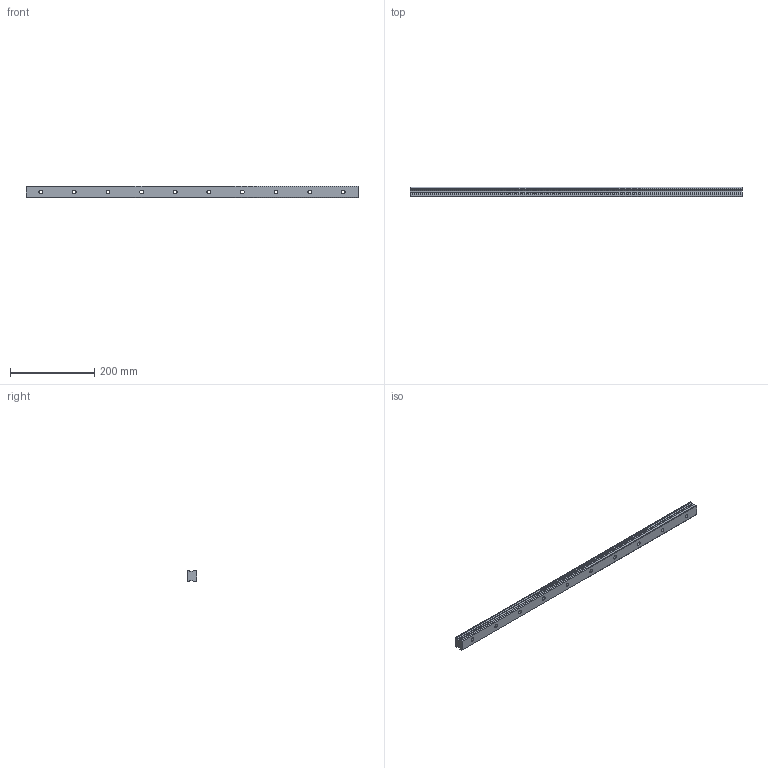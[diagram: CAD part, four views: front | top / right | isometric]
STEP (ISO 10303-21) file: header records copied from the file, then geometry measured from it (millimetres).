
FILE_DESCRIPTION (( 'STEP AP214' ), '1' );
FILE_NAME ('SHS30C1SS-790L_G35_0_B-M6F_342_0_0_0_1.STEP', '2021-06-21T11:35:50', ( '' ), ( '' ), 'SwSTEP 2.0', 'SolidWorks 2021', '' );
FILE_SCHEMA (( 'AUTOMOTIVE_DESIGN' ));
Length unit declared in the file: millimetre
Products named in the file (2): SHS30C1SS-790L_G35_0_B-M6F_342_0_0_0_1; _SHS30C79035 Track
Assembly tree (1 placements, depth 2):
  SHS30C1SS-790L_G35_0_B-M6F_342_0_0_0_1
    _SHS30C79035 Track
Bounding box: 790 x 23 x 28 mm (x, y, z)
Volume: 432761.1 mm3; surface area: 89611.1 mm2
Topology: 1 solids, 1 shells, 87 faces, 225 edges, 150 vertices
Faces by surface type: cylinder 61, plane 26
Entity records: 2827 total; most frequent: DIRECTION 529, CARTESIAN_POINT 466, ORIENTED_EDGE 450, EDGE_CURVE 225, AXIS2_PLACEMENT_3D 213, VERTEX_POINT 150, CIRCLE 122, EDGE_LOOP 117
